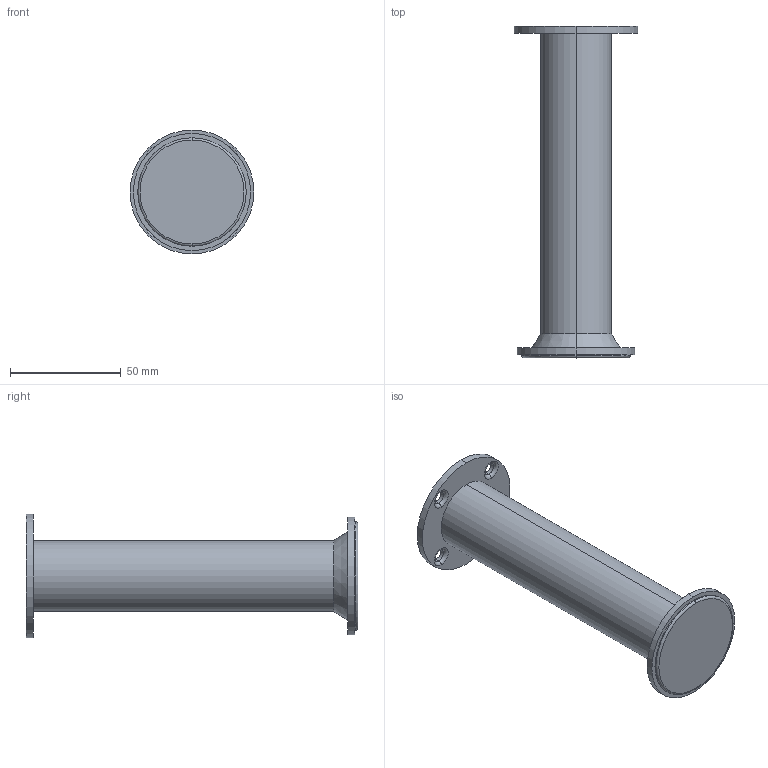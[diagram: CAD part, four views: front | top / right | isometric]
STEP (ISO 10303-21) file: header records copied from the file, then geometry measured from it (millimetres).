
FILE_DESCRIPTION (( 'STEP AP214' ), '1' );
FILE_NAME ('F001901_3D.step', '2022-10-10T15:14:48', ( '' ), ( '' ), 'SwSTEP 2.0', 'SolidWorks 2020', '' );
FILE_SCHEMA (( 'AUTOMOTIVE_DESIGN' ));
Length unit declared in the file: millimetre
Products named in the file (1): F001901_3D
Bounding box: 56 x 150 x 56 mm (x, y, z)
Volume: 132908.5 mm3; surface area: 23005.3 mm2
Topology: 1 solids, 1 shells, 33 faces, 72 edges, 44 vertices
Faces by surface type: cylinder 16, torus 10, plane 5, cone 2
Entity records: 974 total; most frequent: DIRECTION 194, CARTESIAN_POINT 150, ORIENTED_EDGE 144, AXIS2_PLACEMENT_3D 88, EDGE_CURVE 72, CIRCLE 54, EDGE_LOOP 44, VERTEX_POINT 44
